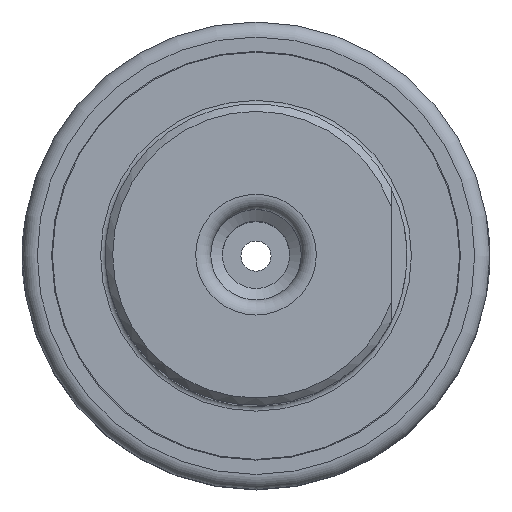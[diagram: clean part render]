
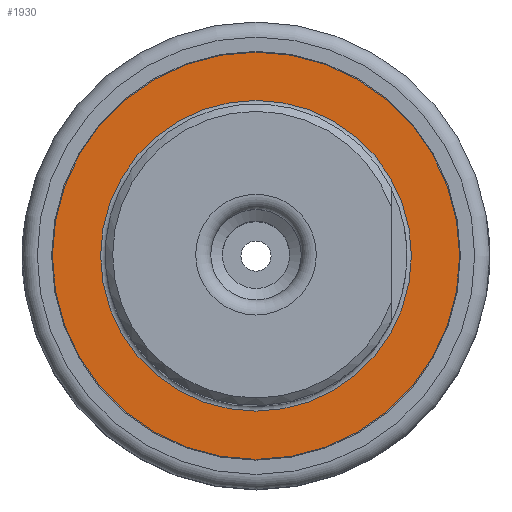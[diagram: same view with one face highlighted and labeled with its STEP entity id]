
A CAD part, top view. The second image highlights one B-rep face of the part: STEP entity #1930.
In plain terms, the highlighted planar face has unit normal (0, 0, 1).
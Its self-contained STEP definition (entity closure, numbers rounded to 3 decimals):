
#55=PLANE('',#2157);
#321=ORIENTED_EDGE('',*,*,#462,.F.);
#322=ORIENTED_EDGE('',*,*,#463,.T.);
#462=EDGE_CURVE('',#583,#583,#691,.T.);
#463=EDGE_CURVE('',#584,#584,#692,.T.);
#583=VERTEX_POINT('',#2977);
#584=VERTEX_POINT('',#2979);
#691=CIRCLE('',#2158,10.3);
#692=CIRCLE('',#2159,13.55);
#897=EDGE_LOOP('',(#321));
#898=EDGE_LOOP('',(#322));
#1123=FACE_BOUND('',#897,.T.);
#1124=FACE_BOUND('',#898,.T.);
#1930=ADVANCED_FACE('',(#1123,#1124),#55,.T.);
#2157=AXIS2_PLACEMENT_3D('',#2975,#2578,#2579);
#2158=AXIS2_PLACEMENT_3D('',#2976,#2580,#2581);
#2159=AXIS2_PLACEMENT_3D('',#2978,#2582,#2583);
#2578=DIRECTION('',(0.,0.,1.));
#2579=DIRECTION('',(1.,0.,0.));
#2580=DIRECTION('',(0.,0.,1.));
#2581=DIRECTION('',(1.,0.,0.));
#2582=DIRECTION('',(0.,0.,1.));
#2583=DIRECTION('',(1.,0.,0.));
#2975=CARTESIAN_POINT('',(10.3,0.,6.22));
#2976=CARTESIAN_POINT('',(0.,0.,6.22));
#2977=CARTESIAN_POINT('',(10.3,0.,6.22));
#2978=CARTESIAN_POINT('',(0.,0.,6.22));
#2979=CARTESIAN_POINT('',(13.55,0.,6.22));
